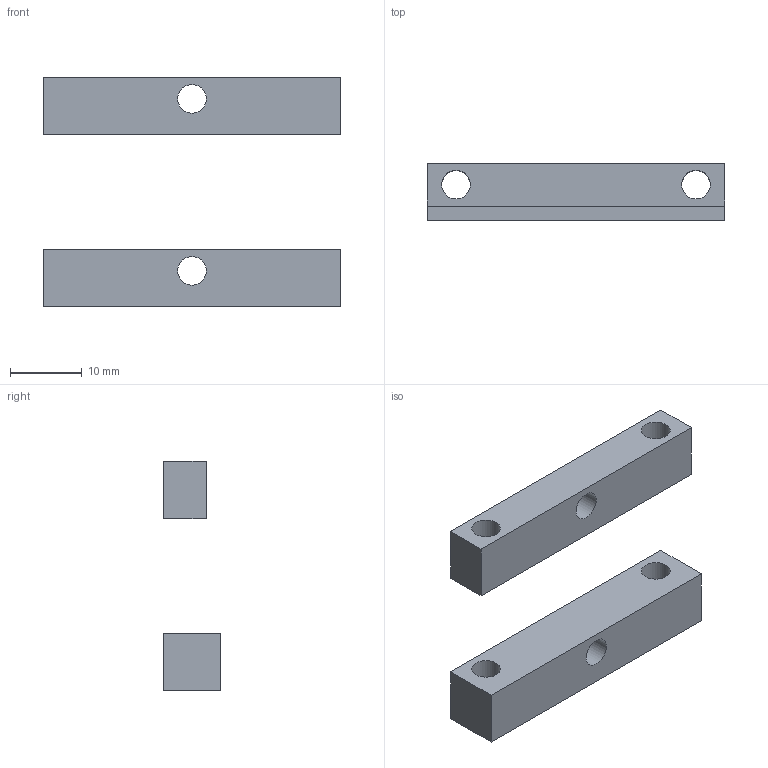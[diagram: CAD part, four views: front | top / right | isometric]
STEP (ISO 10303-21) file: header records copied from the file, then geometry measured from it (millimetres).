
FILE_DESCRIPTION(/* description */ (''),/* implementation_level */ '2;1');
FILE_NAME(/* name */ 'lacznik podstawa pokrywa krutki v2.step',/* time_stamp */ '2024-05-28T16:45:22+02:00',/* author */ (''),/* organization */ (''),/* preprocessor_version */ 'ST-DEVELOPER v20',/* originating_system */ 'Autodesk Translation Framework v13.14.0.145',/* authorisation */ '');
FILE_SCHEMA (('AUTOMOTIVE_DESIGN { 1 0 10303 214 3 1 1 }'));
Length unit declared in the file: millimetre
Products named in the file (3): lacznik podstawa pokrywa krutki; czniki podstawy z pokryw; czniki podstawy z pokryw dlurzszy
Assembly tree (2 placements, depth 2):
  lacznik podstawa pokrywa krutki
    czniki podstawy z pokryw
    czniki podstawy z pokryw dlurzszy
Bounding box: 41.5 x 8 x 32 mm (x, y, z)
Volume: 4069.9 mm3; surface area: 3141.3 mm2
Topology: 2 solids, 2 shells, 18 faces, 42 edges, 28 vertices
Faces by surface type: plane 12, cylinder 6
Full cylindrical faces by diameter (mm): 4 x6
Entity records: 627 total; most frequent: DIRECTION 100, CARTESIAN_POINT 93, ORIENTED_EDGE 84, EDGE_CURVE 42, AXIS2_PLACEMENT_3D 35, EDGE_LOOP 30, LINE 30, VECTOR 30
